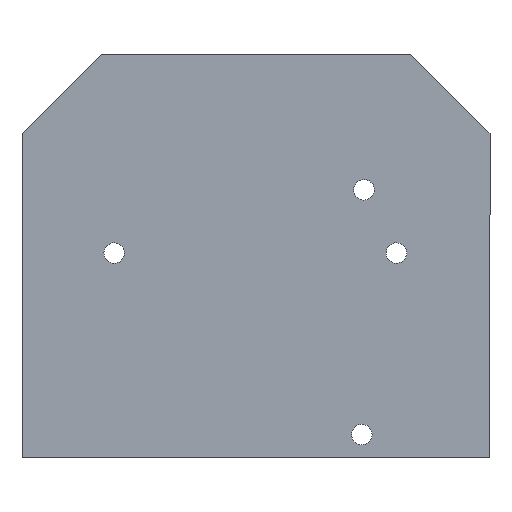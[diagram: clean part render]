
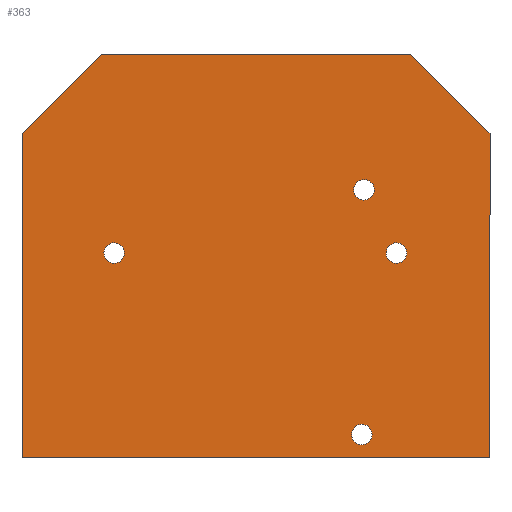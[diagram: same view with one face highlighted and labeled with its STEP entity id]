
A CAD part, left-side view. The second image highlights one B-rep face of the part: STEP entity #363.
In plain terms, the highlighted planar face has unit normal (-1, 0, 0).
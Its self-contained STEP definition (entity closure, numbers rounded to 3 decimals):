
#65=AXIS2_PLACEMENT_3D('Circle Axis2P3D',#63,#64,$) ;
#91=AXIS2_PLACEMENT_3D('Circle Axis2P3D',#89,#90,$) ;
#295=AXIS2_PLACEMENT_3D('Plane Axis2P3D',#292,#293,#294) ;
#311=AXIS2_PLACEMENT_3D('Circle Axis2P3D',#309,#310,$) ;
#320=AXIS2_PLACEMENT_3D('Circle Axis2P3D',#318,#319,$) ;
#329=AXIS2_PLACEMENT_3D('Circle Axis2P3D',#327,#328,$) ;
#338=AXIS2_PLACEMENT_3D('Circle Axis2P3D',#336,#337,$) ;
#347=AXIS2_PLACEMENT_3D('Circle Axis2P3D',#345,#346,$) ;
#356=AXIS2_PLACEMENT_3D('Circle Axis2P3D',#354,#355,$) ;
#58=CARTESIAN_POINT('Vertex',(0.,8.275,1.942)) ;
#63=CARTESIAN_POINT('Axis2P3D Location',(0.,8.9,1.6)) ;
#67=CARTESIAN_POINT('Vertex',(0.,9.525,1.258)) ;
#89=CARTESIAN_POINT('Axis2P3D Location',(0.,8.9,1.6)) ;
#115=CARTESIAN_POINT('Vertex',(0.,0.,0.)) ;
#120=CARTESIAN_POINT('Line Origine',(0.,16.25,0.)) ;
#124=CARTESIAN_POINT('Vertex',(0.,32.5,0.)) ;
#151=CARTESIAN_POINT('Line Origine',(0.,32.5,11.25)) ;
#155=CARTESIAN_POINT('Vertex',(0.,32.5,22.5)) ;
#182=CARTESIAN_POINT('Line Origine',(0.,29.75,25.25)) ;
#186=CARTESIAN_POINT('Vertex',(0.,27.,28.)) ;
#213=CARTESIAN_POINT('Line Origine',(0.,16.25,28.)) ;
#217=CARTESIAN_POINT('Vertex',(0.,5.5,28.)) ;
#244=CARTESIAN_POINT('Line Origine',(0.,2.75,25.25)) ;
#248=CARTESIAN_POINT('Vertex',(0.,0.,22.5)) ;
#275=CARTESIAN_POINT('Line Origine',(0.,0.,11.25)) ;
#292=CARTESIAN_POINT('Axis2P3D Location',(0.,16.25,0.)) ;
#309=CARTESIAN_POINT('Axis2P3D Location',(0.,8.75,18.6)) ;
#313=CARTESIAN_POINT('Vertex',(0.,8.125,18.942)) ;
#315=CARTESIAN_POINT('Vertex',(0.,9.375,18.258)) ;
#318=CARTESIAN_POINT('Axis2P3D Location',(0.,8.75,18.6)) ;
#327=CARTESIAN_POINT('Axis2P3D Location',(0.,26.1,14.2)) ;
#331=CARTESIAN_POINT('Vertex',(0.,25.475,14.542)) ;
#333=CARTESIAN_POINT('Vertex',(0.,26.725,13.858)) ;
#336=CARTESIAN_POINT('Axis2P3D Location',(0.,26.1,14.2)) ;
#345=CARTESIAN_POINT('Axis2P3D Location',(0.,6.5,14.2)) ;
#349=CARTESIAN_POINT('Vertex',(0.,5.875,14.542)) ;
#351=CARTESIAN_POINT('Vertex',(0.,7.125,13.858)) ;
#354=CARTESIAN_POINT('Axis2P3D Location',(0.,6.5,14.2)) ;
#64=DIRECTION('Axis2P3D Direction',(-1.,0.,-0.)) ;
#90=DIRECTION('Axis2P3D Direction',(-1.,0.,-0.)) ;
#121=DIRECTION('Vector Direction',(0.,-1.,0.)) ;
#152=DIRECTION('Vector Direction',(0.,0.,1.)) ;
#183=DIRECTION('Vector Direction',(0.,-0.707,0.707)) ;
#214=DIRECTION('Vector Direction',(0.,1.,0.)) ;
#245=DIRECTION('Vector Direction',(0.,0.707,0.707)) ;
#276=DIRECTION('Vector Direction',(0.,0.,1.)) ;
#293=DIRECTION('Axis2P3D Direction',(1.,0.,-0.)) ;
#294=DIRECTION('Axis2P3D XDirection',(0.,1.,0.)) ;
#310=DIRECTION('Axis2P3D Direction',(1.,0.,-0.)) ;
#319=DIRECTION('Axis2P3D Direction',(1.,0.,-0.)) ;
#328=DIRECTION('Axis2P3D Direction',(1.,0.,-0.)) ;
#337=DIRECTION('Axis2P3D Direction',(1.,0.,-0.)) ;
#346=DIRECTION('Axis2P3D Direction',(1.,0.,-0.)) ;
#355=DIRECTION('Axis2P3D Direction',(1.,0.,-0.)) ;
#122=VECTOR('Line Direction',#121,1.) ;
#153=VECTOR('Line Direction',#152,1.) ;
#184=VECTOR('Line Direction',#183,1.) ;
#215=VECTOR('Line Direction',#214,1.) ;
#246=VECTOR('Line Direction',#245,1.) ;
#277=VECTOR('Line Direction',#276,1.) ;
#298=ORIENTED_EDGE('',*,*,#279,.F.) ;
#299=ORIENTED_EDGE('',*,*,#250,.F.) ;
#300=ORIENTED_EDGE('',*,*,#219,.F.) ;
#301=ORIENTED_EDGE('',*,*,#188,.F.) ;
#302=ORIENTED_EDGE('',*,*,#157,.F.) ;
#303=ORIENTED_EDGE('',*,*,#126,.F.) ;
#306=ORIENTED_EDGE('',*,*,#69,.T.) ;
#307=ORIENTED_EDGE('',*,*,#93,.T.) ;
#324=ORIENTED_EDGE('',*,*,#317,.T.) ;
#325=ORIENTED_EDGE('',*,*,#322,.T.) ;
#342=ORIENTED_EDGE('',*,*,#335,.T.) ;
#343=ORIENTED_EDGE('',*,*,#340,.T.) ;
#360=ORIENTED_EDGE('',*,*,#353,.T.) ;
#361=ORIENTED_EDGE('',*,*,#358,.T.) ;
#308=FACE_BOUND('',#305,.T.) ;
#326=FACE_BOUND('',#323,.T.) ;
#344=FACE_BOUND('',#341,.T.) ;
#362=FACE_BOUND('',#359,.T.) ;
#363=ADVANCED_FACE('TW_AKZ2_5_',(#304,#308,#326,#344,#362),#296,.F.) ;
#66=CIRCLE('generated circle',#65,0.713) ;
#92=CIRCLE('generated circle',#91,0.713) ;
#312=CIRCLE('generated circle',#311,0.713) ;
#321=CIRCLE('generated circle',#320,0.713) ;
#330=CIRCLE('generated circle',#329,0.713) ;
#339=CIRCLE('generated circle',#338,0.713) ;
#348=CIRCLE('generated circle',#347,0.713) ;
#357=CIRCLE('generated circle',#356,0.713) ;
#69=EDGE_CURVE('',#68,#59,#66,.F.) ;
#93=EDGE_CURVE('',#59,#68,#92,.F.) ;
#126=EDGE_CURVE('',#116,#125,#123,.F.) ;
#157=EDGE_CURVE('',#125,#156,#154,.T.) ;
#188=EDGE_CURVE('',#156,#187,#185,.T.) ;
#219=EDGE_CURVE('',#187,#218,#216,.F.) ;
#250=EDGE_CURVE('',#218,#249,#247,.F.) ;
#279=EDGE_CURVE('',#249,#116,#278,.F.) ;
#317=EDGE_CURVE('',#314,#316,#312,.T.) ;
#322=EDGE_CURVE('',#316,#314,#321,.T.) ;
#335=EDGE_CURVE('',#332,#334,#330,.T.) ;
#340=EDGE_CURVE('',#334,#332,#339,.T.) ;
#353=EDGE_CURVE('',#350,#352,#348,.T.) ;
#358=EDGE_CURVE('',#352,#350,#357,.T.) ;
#297=EDGE_LOOP('',(#298,#299,#300,#301,#302,#303)) ;
#305=EDGE_LOOP('',(#306,#307)) ;
#323=EDGE_LOOP('',(#324,#325)) ;
#341=EDGE_LOOP('',(#342,#343)) ;
#359=EDGE_LOOP('',(#360,#361)) ;
#304=FACE_OUTER_BOUND('',#297,.T.) ;
#123=LINE('Line',#120,#122) ;
#154=LINE('Line',#151,#153) ;
#185=LINE('Line',#182,#184) ;
#216=LINE('Line',#213,#215) ;
#247=LINE('Line',#244,#246) ;
#278=LINE('Line',#275,#277) ;
#296=PLANE('',#295) ;
#59=VERTEX_POINT('',#58) ;
#68=VERTEX_POINT('',#67) ;
#116=VERTEX_POINT('',#115) ;
#125=VERTEX_POINT('',#124) ;
#156=VERTEX_POINT('',#155) ;
#187=VERTEX_POINT('',#186) ;
#218=VERTEX_POINT('',#217) ;
#249=VERTEX_POINT('',#248) ;
#314=VERTEX_POINT('',#313) ;
#316=VERTEX_POINT('',#315) ;
#332=VERTEX_POINT('',#331) ;
#334=VERTEX_POINT('',#333) ;
#350=VERTEX_POINT('',#349) ;
#352=VERTEX_POINT('',#351) ;
